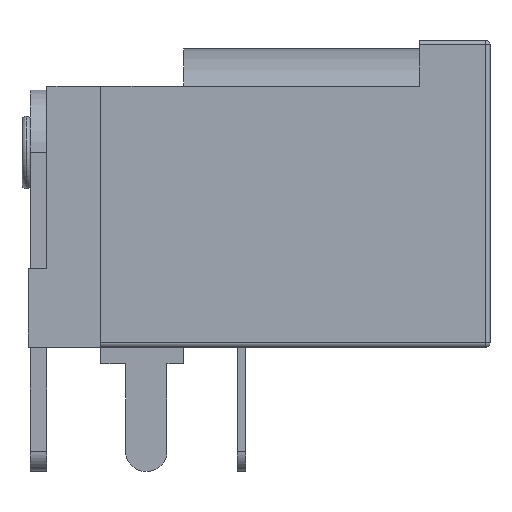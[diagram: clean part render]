
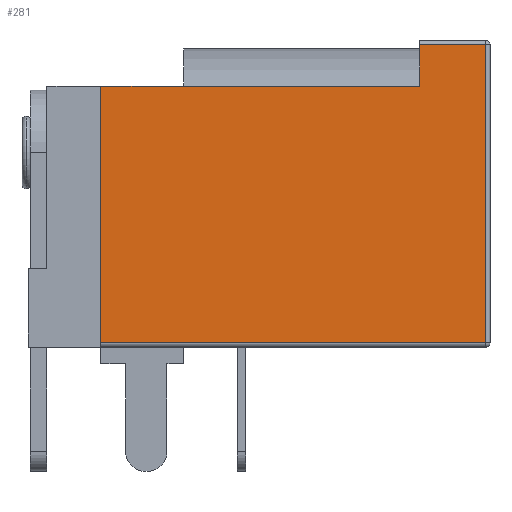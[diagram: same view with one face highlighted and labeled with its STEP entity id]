
A CAD part, left-side view. The second image highlights one B-rep face of the part: STEP entity #281.
In plain terms, the highlighted planar face has unit normal (-1, 0, 0).
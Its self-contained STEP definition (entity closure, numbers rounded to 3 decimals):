
#281=ADVANCED_FACE('',(#705),#706,.T.);
#705=FACE_OUTER_BOUND('',#1312,.T.);
#706=PLANE('',#1313);
#1312=EDGE_LOOP('',(#2016,#2017,#2018,#2019,#2020,#2021,#2022));
#1313=AXIS2_PLACEMENT_3D('',#2023,#2024,#2025);
#2016=ORIENTED_EDGE('',*,*,#3645,.T.);
#2017=ORIENTED_EDGE('',*,*,#3675,.T.);
#2018=ORIENTED_EDGE('',*,*,#3676,.T.);
#2019=ORIENTED_EDGE('',*,*,#3677,.T.);
#2020=ORIENTED_EDGE('',*,*,#3665,.F.);
#2021=ORIENTED_EDGE('',*,*,#3610,.F.);
#2022=ORIENTED_EDGE('',*,*,#3630,.F.);
#2023=CARTESIAN_POINT('',(-2.5,-1.7,-3.7));
#2024=DIRECTION('',(-1.0,0.0,0.));
#2025=DIRECTION('',(0.,0.0,1.0));
#3610=EDGE_CURVE('',#4292,#4294,#4295,.T.);
#3630=EDGE_CURVE('',#4325,#4292,#4327,.T.);
#3645=EDGE_CURVE('',#4325,#4352,#4354,.T.);
#3665=EDGE_CURVE('',#4294,#4387,#4388,.T.);
#3675=EDGE_CURVE('',#4352,#4403,#4404,.F.);
#3676=EDGE_CURVE('',#4403,#4405,#4406,.T.);
#3677=EDGE_CURVE('',#4405,#4387,#4407,.T.);
#4292=VERTEX_POINT('',#5287);
#4294=VERTEX_POINT('',#5289);
#4295=LINE('',#5290,#5291);
#4325=VERTEX_POINT('',#5326);
#4327=LINE('',#5329,#5330);
#4352=VERTEX_POINT('',#5365);
#4354=LINE('',#5367,#5368);
#4387=VERTEX_POINT('',#5415);
#4388=LINE('',#5416,#5417);
#4403=VERTEX_POINT('',#5437);
#4404=LINE('',#5438,#5439);
#4405=VERTEX_POINT('',#5440);
#4406=LINE('',#5441,#5442);
#4407=LINE('',#5443,#5444);
#5287=CARTESIAN_POINT('',(-2.5,5.7,2.6));
#5289=CARTESIAN_POINT('',(-2.5,0.0,2.6));
#5290=CARTESIAN_POINT('',(-2.5,7.7,2.6));
#5291=VECTOR('',#6592,1000.0);
#5326=CARTESIAN_POINT('',(-2.5,7.7,2.6));
#5329=CARTESIAN_POINT('',(-2.5,7.7,2.6));
#5330=VECTOR('',#6626,1000.0);
#5365=CARTESIAN_POINT('',(-2.5,7.7,-3.6));
#5367=CARTESIAN_POINT('',(-2.5,7.7,2.6));
#5368=VECTOR('',#6643,1000.0);
#5415=CARTESIAN_POINT('',(-2.5,0.0,3.6));
#5416=CARTESIAN_POINT('',(-2.5,0.0,-3.7));
#5417=VECTOR('',#6664,1000.0);
#5437=CARTESIAN_POINT('',(-2.5,-1.6,-3.6));
#5438=CARTESIAN_POINT('',(-2.5,-1.7,-3.6));
#5439=VECTOR('',#6676,1000.0);
#5440=CARTESIAN_POINT('',(-2.5,-1.6,3.6));
#5441=CARTESIAN_POINT('',(-2.5,-1.6,3.7));
#5442=VECTOR('',#6677,1000.0);
#5443=CARTESIAN_POINT('',(-2.5,-1.7,3.6));
#5444=VECTOR('',#6678,1000.0);
#6592=DIRECTION('',(0.0,-1.0,0.0));
#6626=DIRECTION('',(0.0,-1.0,0.0));
#6643=DIRECTION('',(0.,0.0,-1.0));
#6664=DIRECTION('',(0.,0.0,1.0));
#6676=DIRECTION('',(0.0,1.0,0.0));
#6677=DIRECTION('',(0.,0.0,1.0));
#6678=DIRECTION('',(0.0,1.0,0.0));
